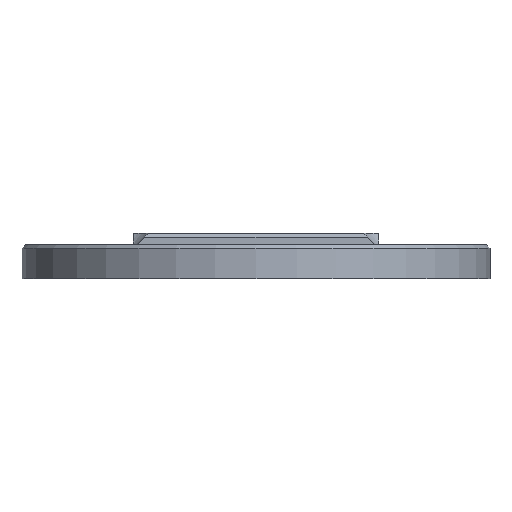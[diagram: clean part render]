
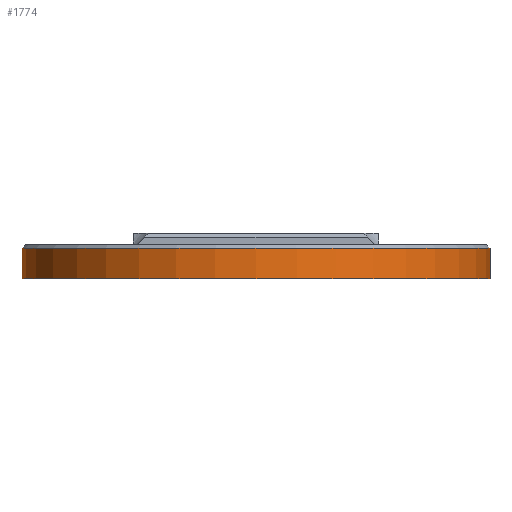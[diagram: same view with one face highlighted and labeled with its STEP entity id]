
A CAD part, front view. The second image highlights one B-rep face of the part: STEP entity #1774.
In plain terms, the highlighted cylindrical face has radius 62 mm (diameter 124 mm), a partial arc.
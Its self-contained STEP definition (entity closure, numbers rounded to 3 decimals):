
#96 = CARTESIAN_POINT ( 'NONE',  ( 62., 0., -3. ) ) ;
#127 = FACE_OUTER_BOUND ( 'NONE', #468, .T. ) ;
#369 = DIRECTION ( 'NONE',  ( 0., 0., 1. ) ) ;
#432 = ORIENTED_EDGE ( 'NONE', *, *, #1270, .T. ) ;
#468 = EDGE_LOOP ( 'NONE', ( #3493, #2814, #2973, #432 ) ) ;
#512 = CARTESIAN_POINT ( 'NONE',  ( 62., 0., 5. ) ) ;
#584 = CARTESIAN_POINT ( 'NONE',  ( -62., 0., -3. ) ) ;
#696 = DIRECTION ( 'NONE',  ( 1., 0., 0. ) ) ;
#775 = DIRECTION ( 'NONE',  ( 0., 0., -1. ) ) ;
#911 = VERTEX_POINT ( 'NONE', #96 ) ;
#1026 = EDGE_CURVE ( 'NONE', #2072, #2204, #1487, .T. ) ;
#1089 = VECTOR ( 'NONE', #369, 1000. ) ;
#1091 = CARTESIAN_POINT ( 'NONE',  ( -62., 0., 5. ) ) ;
#1257 = CARTESIAN_POINT ( 'NONE',  ( -62., 0., -3. ) ) ;
#1270 = EDGE_CURVE ( 'NONE', #3332, #2204, #2805, .T. ) ;
#1486 = AXIS2_PLACEMENT_3D ( 'NONE', #1567, #1800, #3155 ) ;
#1487 = LINE ( 'NONE', #1257, #2688 ) ;
#1567 = CARTESIAN_POINT ( 'NONE',  ( 0., 0., -3. ) ) ;
#1633 = AXIS2_PLACEMENT_3D ( 'NONE', #2712, #775, #2627 ) ;
#1731 = CARTESIAN_POINT ( 'NONE',  ( 62., 0., -3. ) ) ;
#1774 = ADVANCED_FACE ( 'NONE', ( #127 ), #2071, .T. ) ;
#1800 = DIRECTION ( 'NONE',  ( 0., 0., 1. ) ) ;
#2071 = CYLINDRICAL_SURFACE ( 'NONE', #2344, 62. ) ;
#2072 = VERTEX_POINT ( 'NONE', #584 ) ;
#2204 = VERTEX_POINT ( 'NONE', #1091 ) ;
#2322 = DIRECTION ( 'NONE',  ( 0., 0., 1. ) ) ;
#2343 = CARTESIAN_POINT ( 'NONE',  ( 0., 0., -3. ) ) ;
#2344 = AXIS2_PLACEMENT_3D ( 'NONE', #2343, #2322, #696 ) ;
#2614 = DIRECTION ( 'NONE',  ( 0., 0., 1. ) ) ;
#2627 = DIRECTION ( 'NONE',  ( 1., 0., 0. ) ) ;
#2688 = VECTOR ( 'NONE', #2614, 1000. ) ;
#2712 = CARTESIAN_POINT ( 'NONE',  ( 0., 0., 5. ) ) ;
#2791 = LINE ( 'NONE', #1731, #1089 ) ;
#2805 = CIRCLE ( 'NONE', #1633, 62. ) ;
#2814 = ORIENTED_EDGE ( 'NONE', *, *, #3553, .T. ) ;
#2973 = ORIENTED_EDGE ( 'NONE', *, *, #3423, .T. ) ;
#3155 = DIRECTION ( 'NONE',  ( 1., 0., 0. ) ) ;
#3332 = VERTEX_POINT ( 'NONE', #512 ) ;
#3423 = EDGE_CURVE ( 'NONE', #911, #3332, #2791, .T. ) ;
#3493 = ORIENTED_EDGE ( 'NONE', *, *, #1026, .F. ) ;
#3553 = EDGE_CURVE ( 'NONE', #2072, #911, #3580, .T. ) ;
#3580 = CIRCLE ( 'NONE', #1486, 62. ) ;
